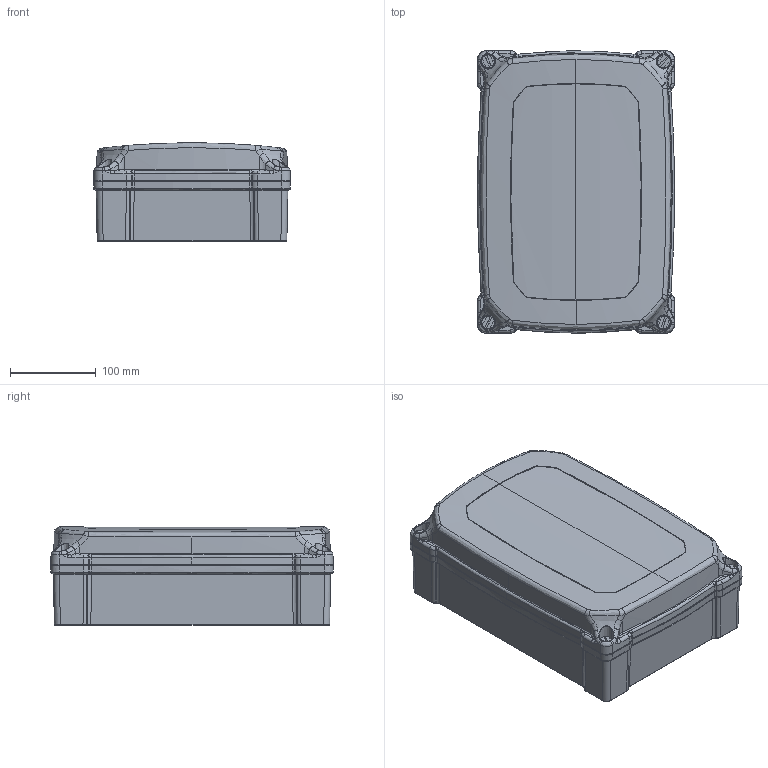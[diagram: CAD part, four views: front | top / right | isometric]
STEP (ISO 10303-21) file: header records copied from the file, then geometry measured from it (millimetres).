
FILE_DESCRIPTION (( 'STEP AP214' ), '1' );
FILE_NAME ('HT411.STEP', '2022-05-11T08:59:46', ( '' ), ( '' ), 'SwSTEP 2.0', 'SolidWorks 2021', '' );
FILE_SCHEMA (( 'AUTOMOTIVE_DESIGN' ));
Length unit declared in the file: millimetre
Products named in the file (1): HT411
Bounding box: 230 x 330 x 115 mm (x, y, z)
Volume: 7741930.4 mm3; surface area: 310680.3 mm2
Topology: 1 solids, 2 shells, 1223 faces, 3432 edges, 2211 vertices
Faces by surface type: bspline 508, plane 261, cylinder 196, cone 166, torus 76, sphere 16
Entity records: 90773 total; most frequent: CARTESIAN_POINT 51332, ORIENTED_EDGE 6848, EDGE_CURVE 3424, DIRECTION 3320, VERTEX_POINT 2211, B_SPLINE_CURVE_WITH_KNOTS 1909, EDGE_LOOP 1239, AXIS2_PLACEMENT_3D 1239
